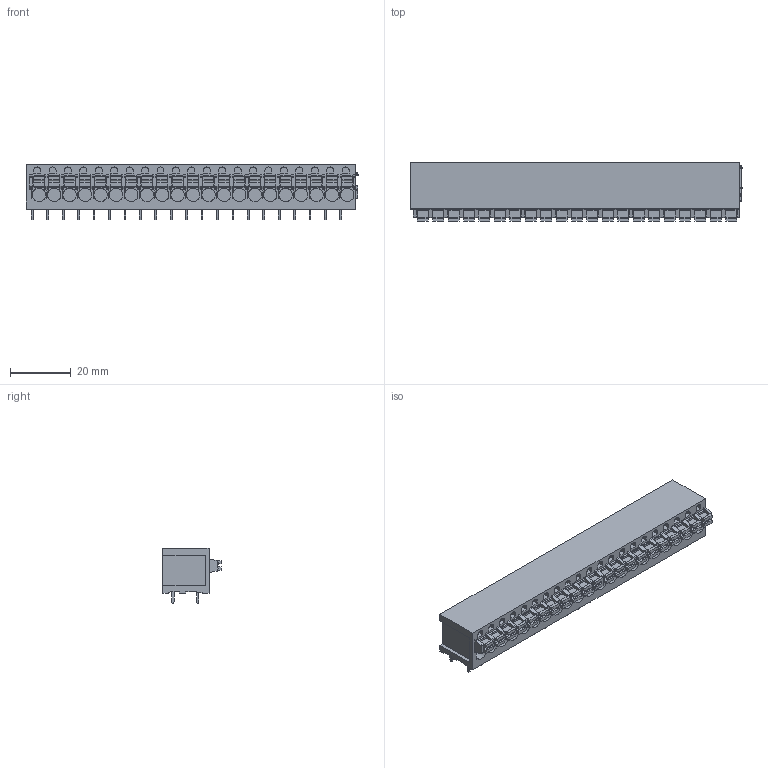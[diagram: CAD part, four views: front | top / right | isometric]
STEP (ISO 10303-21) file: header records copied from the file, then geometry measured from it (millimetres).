
FILE_DESCRIPTION(('CATIA V5 STEP Exchange','CAx-IF Rec.Pracs.--- Model Styling and Organization---1.4--- 2014-01-23'),'2;1');
FILE_NAME ('387901-1_0_1426020000_1426020000.stp','2021-07-07T13:06:34+00:00',('none'),('Weidmueller'),'CATIA Version 5-6 Release 2016 SP3 HF44','CATIA V5 STEP AP214','none');
FILE_SCHEMA(('AUTOMOTIVE_DESIGN { 1 0 10303 214 1 1 1 1 }'));
Length unit declared in the file: millimetre
Products named in the file (1): 1426020000
Bounding box: 109.33 x 19.2 x 18.3 mm (x, y, z)
Volume: 22694.6 mm3; surface area: 13134.4 mm2
Topology: 64 solids, 64 shells, 1427 faces, 3762 edges, 2508 vertices
Faces by surface type: plane 1093, cylinder 334
Entity records: 42702 total; most frequent: CARTESIAN_POINT 7545, ORIENTED_EDGE 7524, DIRECTION 5779, EDGE_CURVE 3762, VECTOR 3052, LINE 3052, VERTEX_POINT 2508, AXIS2_PLACEMENT_3D 1697
